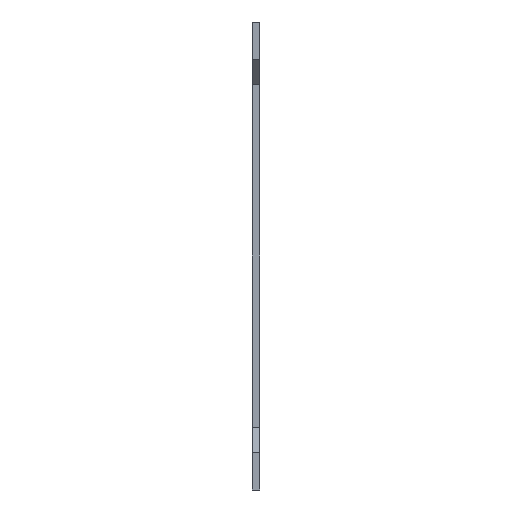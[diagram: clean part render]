
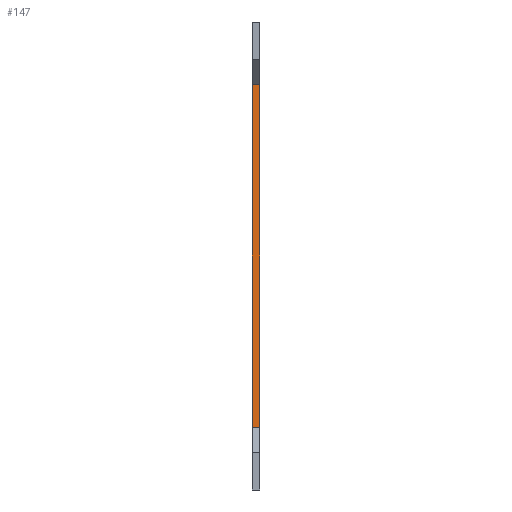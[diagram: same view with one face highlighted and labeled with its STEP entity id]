
A CAD part, left-side view. The second image highlights one B-rep face of the part: STEP entity #147.
In plain terms, the highlighted planar face has unit normal (-1, 0, 0).
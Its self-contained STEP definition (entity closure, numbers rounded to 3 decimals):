
#147=ADVANCED_FACE('',(#440),#442,.T.);
#440=FACE_BOUND('',#441,.T.);
#441=EDGE_LOOP('',(#658,#659,#660,#661));
#442=PLANE('',#443);
#443=AXIS2_PLACEMENT_3D('',#444,#445,#446);
#444=CARTESIAN_POINT('',(-137.303,0.,-73.785));
#445=DIRECTION('',(-1.,0.,0.));
#446=DIRECTION('',(0.,0.,1.));
#658=ORIENTED_EDGE('',*,*,#722,.T.);
#659=ORIENTED_EDGE('',*,*,#776,.T.);
#660=ORIENTED_EDGE('',*,*,#757,.F.);
#661=ORIENTED_EDGE('',*,*,#777,.F.);
#722=EDGE_CURVE('',#797,#795,#798,.T.);
#757=EDGE_CURVE('',#865,#867,#868,.T.);
#776=EDGE_CURVE('',#795,#867,#900,.T.);
#777=EDGE_CURVE('',#797,#865,#901,.T.);
#795=VERTEX_POINT('',#925);
#797=VERTEX_POINT('',#929);
#798=LINE('',#930,#931);
#865=VERTEX_POINT('',#1076);
#867=VERTEX_POINT('',#1080);
#868=LINE('',#1081,#1082);
#900=LINE('',#1162,#1163);
#901=LINE('',#1165,#1166);
#925=CARTESIAN_POINT('',(-137.303,0.,62.215));
#929=CARTESIAN_POINT('',(-137.303,0.,-73.785));
#930=CARTESIAN_POINT('',(-137.303,0.,-73.785));
#931=VECTOR('',#932,1.);
#932=DIRECTION('',(0.,0.,1.));
#1076=CARTESIAN_POINT('',(-137.303,3.,-73.785));
#1080=CARTESIAN_POINT('',(-137.303,3.,62.215));
#1081=CARTESIAN_POINT('',(-137.303,3.,-73.785));
#1082=VECTOR('',#1083,1.);
#1083=DIRECTION('',(0.,0.,1.));
#1162=CARTESIAN_POINT('',(-137.303,0.,62.215));
#1163=VECTOR('',#1164,1.);
#1164=DIRECTION('',(0.,1.,0.));
#1165=CARTESIAN_POINT('',(-137.303,0.,-73.785));
#1166=VECTOR('',#1167,1.);
#1167=DIRECTION('',(0.,1.,0.));
